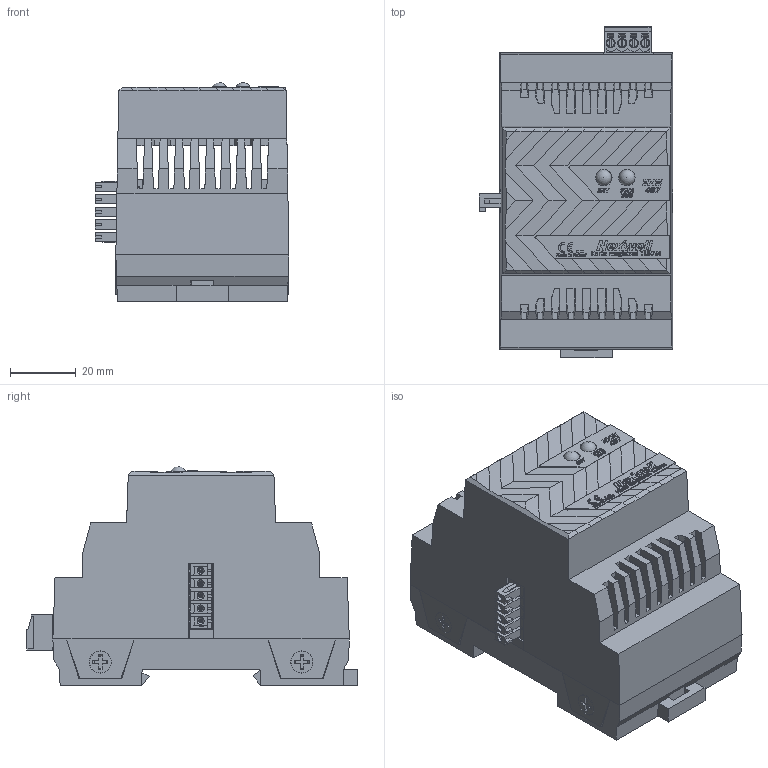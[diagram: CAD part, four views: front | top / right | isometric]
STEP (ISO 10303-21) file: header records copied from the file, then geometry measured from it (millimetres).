
FILE_DESCRIPTION((''),'2;1');
FILE_NAME('Karta_Tukan.stp','2025-05-07T16:11:31',(''),(''),'STEP Write','Mastercam X9 ... CNC Software, Inc.','');
FILE_SCHEMA(('AUTOMOTIVE_DESIGN'));
Length unit declared in the file: millimetre
Products named in the file (1): None
Bounding box: 58.8 x 100.49 x 66.41 mm (x, y, z)
Volume: 59183 mm3; surface area: 75460.4 mm2
Topology: 108 solids, 118 shells, 4063 faces, 12495 edges, 10014 vertices
Faces by surface type: plane 2912, bspline 715, cylinder 367, torus 41, cone 22, sphere 6
Full cylindrical faces by diameter (mm): 1 x5, 1.2 x5, 1.5 x4, 1.8 x4, 1.9 x19, 2.1 x9, 2.2 x2, 2.5 x4, 2.8 x8, 3.78 x1, 3.8 x1, 4 x1, 4.9 x2, 5 x4, 6 x2
Entity records: 140124 total; most frequent: CARTESIAN_POINT 36844, ORIENTED_EDGE 21910, DIRECTION 17603, EDGE_CURVE 10945, VECTOR 9287, LINE 9287, VERTEX_POINT 7230, EDGE_LOOP 4419
